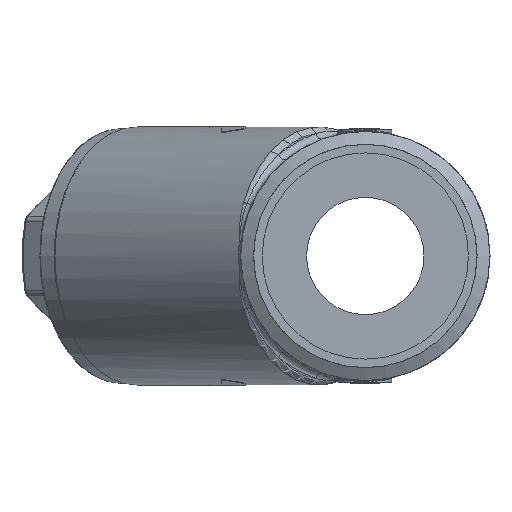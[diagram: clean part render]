
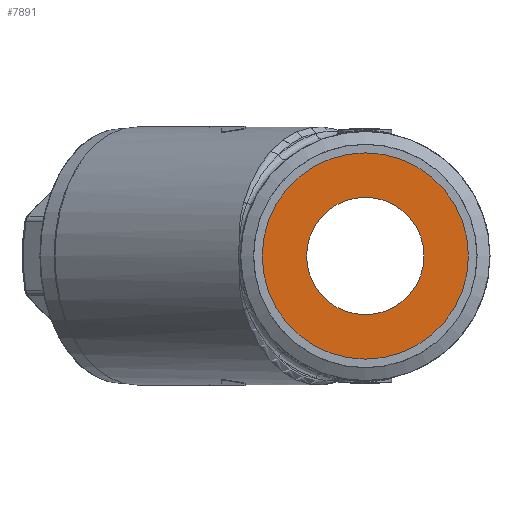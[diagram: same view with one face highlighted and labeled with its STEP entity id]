
A CAD part, left-side view. The second image highlights one B-rep face of the part: STEP entity #7891.
In plain terms, the highlighted planar face has unit normal (-1, 0, 0).
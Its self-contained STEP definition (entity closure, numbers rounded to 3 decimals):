
#954 = CIRCLE ( 'NONE', #9941, 20. ) ;
#1762 = DIRECTION ( 'NONE',  ( -1., 0., 0. ) ) ;
#2297 = ORIENTED_EDGE ( 'NONE', *, *, #21776, .T. ) ;
#3709 = AXIS2_PLACEMENT_3D ( 'NONE', #23212, #1762, #3761 ) ;
#3761 = DIRECTION ( 'NONE',  ( 0., 0., 1. ) ) ;
#5185 = DIRECTION ( 'NONE',  ( 0., 0., 1. ) ) ;
#7417 = CARTESIAN_POINT ( 'NONE',  ( 40., 0., 35.15 ) ) ;
#7891 = ADVANCED_FACE ( 'NONE', ( #12495, #16463 ), #12227, .T. ) ;
#9415 = CARTESIAN_POINT ( 'NONE',  ( 40., 0., 0. ) ) ;
#9588 = ORIENTED_EDGE ( 'NONE', *, *, #17454, .F. ) ;
#9654 = DIRECTION ( 'NONE',  ( 0., 0., 1. ) ) ;
#9941 = AXIS2_PLACEMENT_3D ( 'NONE', #14467, #22903, #9654 ) ;
#10220 = DIRECTION ( 'NONE',  ( -1., 0., 0. ) ) ;
#10277 = EDGE_LOOP ( 'NONE', ( #9588 ) ) ;
#12227 = PLANE ( 'NONE',  #3709 ) ;
#12495 = FACE_BOUND ( 'NONE', #10277, .T. ) ;
#13636 = CARTESIAN_POINT ( 'NONE',  ( 40., 0., 20. ) ) ;
#13776 = VERTEX_POINT ( 'NONE', #7417 ) ;
#14467 = CARTESIAN_POINT ( 'NONE',  ( 40., 0., 0. ) ) ;
#16463 = FACE_OUTER_BOUND ( 'NONE', #27520, .T. ) ;
#17454 = EDGE_CURVE ( 'NONE', #26623, #26623, #954, .T. ) ;
#18956 = CIRCLE ( 'NONE', #19864, 35.15 ) ;
#19864 = AXIS2_PLACEMENT_3D ( 'NONE', #9415, #10220, #5185 ) ;
#21776 = EDGE_CURVE ( 'NONE', #13776, #13776, #18956, .T. ) ;
#22903 = DIRECTION ( 'NONE',  ( -1., 0., 0. ) ) ;
#23212 = CARTESIAN_POINT ( 'NONE',  ( 40., 35.15, 0. ) ) ;
#26623 = VERTEX_POINT ( 'NONE', #13636 ) ;
#27520 = EDGE_LOOP ( 'NONE', ( #2297 ) ) ;
